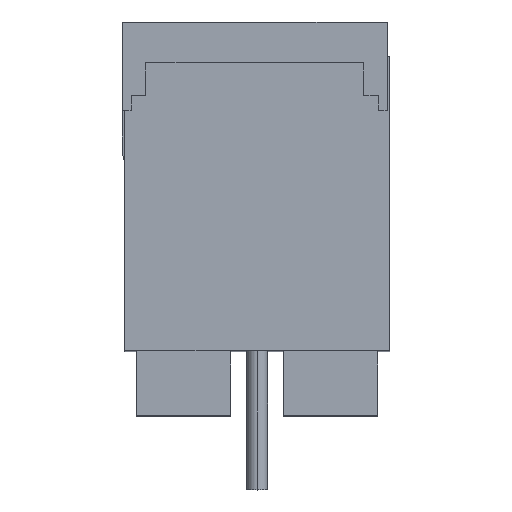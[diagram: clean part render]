
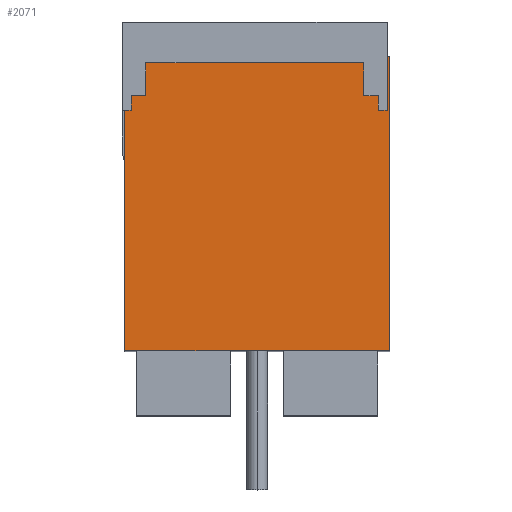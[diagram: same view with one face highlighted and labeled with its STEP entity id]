
A CAD part, top view. The second image highlights one B-rep face of the part: STEP entity #2071.
In plain terms, the highlighted planar face has unit normal (0, 0, 1).
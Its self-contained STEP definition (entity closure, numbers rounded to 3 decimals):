
#764 = DIRECTION ( 'NONE',  ( -1., 0., 0. ) ) ;
#765 = VECTOR ( 'NONE', #764, 1000. ) ;
#766 = CARTESIAN_POINT ( 'NONE',  ( -5.324, 6.796, 12.311 ) ) ;
#767 = LINE ( 'NONE', #766, #765 ) ;
#774 = CARTESIAN_POINT ( 'NONE',  ( 3.676, -3.204, 12.311 ) ) ;
#788 = LINE ( 'NONE', #842, #841 ) ;
#789 = DIRECTION ( 'NONE',  ( 0., 1., 0. ) ) ;
#790 = VECTOR ( 'NONE', #789, 1000. ) ;
#791 = CARTESIAN_POINT ( 'NONE',  ( 3.676, 6.796, 12.311 ) ) ;
#792 = LINE ( 'NONE', #791, #790 ) ;
#814 = AXIS2_PLACEMENT_3D ( 'NONE', #869, #868, #867 ) ;
#815 = PLANE ( 'NONE',  #814 ) ;
#830 = FACE_OUTER_BOUND ( 'NONE', #2073, .T. ) ;
#831 = DIRECTION ( 'NONE',  ( 0., -1., 0. ) ) ;
#832 = VECTOR ( 'NONE', #831, 1000. ) ;
#833 = CARTESIAN_POINT ( 'NONE',  ( -5.324, 6.796, 12.311 ) ) ;
#834 = LINE ( 'NONE', #833, #832 ) ;
#836 = CARTESIAN_POINT ( 'NONE',  ( -5.324, 6.796, 12.311 ) ) ;
#837 = CARTESIAN_POINT ( 'NONE',  ( -5.324, -3.204, 12.311 ) ) ;
#838 = CARTESIAN_POINT ( 'NONE',  ( 3.676, 6.796, 12.311 ) ) ;
#840 = DIRECTION ( 'NONE',  ( 1., 0., 0. ) ) ;
#841 = VECTOR ( 'NONE', #840, 1000. ) ;
#842 = CARTESIAN_POINT ( 'NONE',  ( -5.324, -3.204, 12.311 ) ) ;
#867 = DIRECTION ( 'NONE',  ( 1., 0., 0. ) ) ;
#868 = DIRECTION ( 'NONE',  ( 0., 0., 1. ) ) ;
#869 = CARTESIAN_POINT ( 'NONE',  ( -5.324, -3.204, 12.311 ) ) ;
#2048 = VERTEX_POINT ( 'NONE', #774 ) ;
#2052 = ORIENTED_EDGE ( 'NONE', *, *, #2054, .T. ) ;
#2054 = EDGE_CURVE ( 'NONE', #2065, #2068, #767, .T. ) ;
#2057 = ORIENTED_EDGE ( 'NONE', *, *, #2060, .T. ) ;
#2060 = EDGE_CURVE ( 'NONE', #2048, #2065, #792, .T. ) ;
#2062 = EDGE_CURVE ( 'NONE', #2066, #2048, #788, .T. ) ;
#2065 = VERTEX_POINT ( 'NONE', #838 ) ;
#2066 = VERTEX_POINT ( 'NONE', #837 ) ;
#2067 = ORIENTED_EDGE ( 'NONE', *, *, #2069, .T. ) ;
#2068 = VERTEX_POINT ( 'NONE', #836 ) ;
#2069 = EDGE_CURVE ( 'NONE', #2068, #2066, #834, .T. ) ;
#2071 = ADVANCED_FACE ( 'NONE', ( #830 ), #815, .T. ) ;
#2073 = EDGE_LOOP ( 'NONE', ( #2067, #2076, #2057, #2052 ) ) ;
#2076 = ORIENTED_EDGE ( 'NONE', *, *, #2062, .T. ) ;
